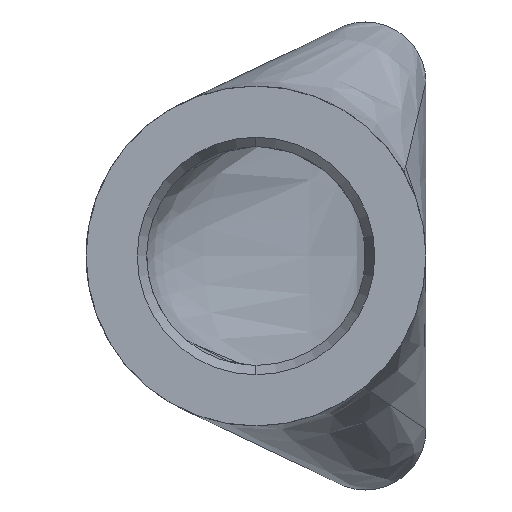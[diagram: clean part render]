
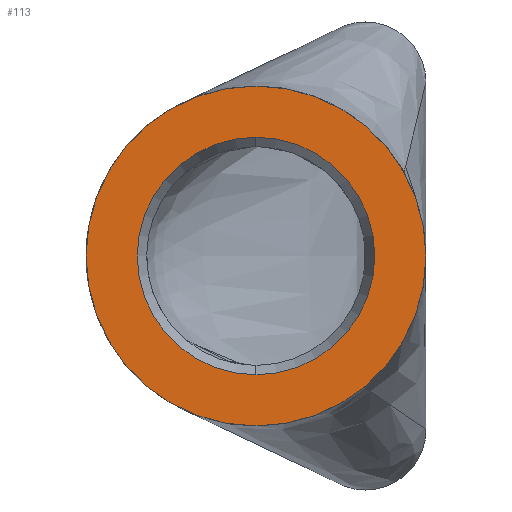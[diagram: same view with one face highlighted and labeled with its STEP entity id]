
A CAD part, left-side view. The second image highlights one B-rep face of the part: STEP entity #113.
In plain terms, the highlighted planar face has unit normal (-1, 0, 0).
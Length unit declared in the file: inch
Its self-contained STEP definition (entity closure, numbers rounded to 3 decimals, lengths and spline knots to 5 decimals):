
#7 = CARTESIAN_POINT ( 'NONE',  ( 0., 0.505, 0.505 ) ) ;
#74 = EDGE_CURVE ( 'NONE', #186, #891, #194, .T. ) ;
#92 = DIRECTION ( 'NONE',  ( 0., 0., 1. ) ) ;
#98 = CARTESIAN_POINT ( 'NONE',  ( 0., 0., 0. ) ) ;
#113 = ADVANCED_FACE ( 'NONE', ( #564, #267 ), #629, .T. ) ;
#123 = DIRECTION ( 'NONE',  ( 0., 0., 1. ) ) ;
#138 = AXIS2_PLACEMENT_3D ( 'NONE', #996, #802, #448 ) ;
#156 = EDGE_CURVE ( 'NONE', #1093, #1161, #290, .T. ) ;
#186 = VERTEX_POINT ( 'NONE', #7 ) ;
#194 = CIRCLE ( 'NONE', #238, 0.505 ) ;
#211 = CARTESIAN_POINT ( 'NONE',  ( 0., 0.505, 0. ) ) ;
#238 = AXIS2_PLACEMENT_3D ( 'NONE', #972, #331, #305 ) ;
#257 = EDGE_LOOP ( 'NONE', ( #349, #371 ) ) ;
#267 = FACE_OUTER_BOUND ( 'NONE', #257, .T. ) ;
#290 = CIRCLE ( 'NONE', #138, 0.35298 ) ;
#305 = DIRECTION ( 'NONE',  ( 0., 0., 1. ) ) ;
#316 = EDGE_CURVE ( 'NONE', #1161, #1093, #835, .T. ) ;
#331 = DIRECTION ( 'NONE',  ( -1., 0., 0. ) ) ;
#345 = CIRCLE ( 'NONE', #1099, 0.505 ) ;
#349 = ORIENTED_EDGE ( 'NONE', *, *, #74, .T. ) ;
#371 = ORIENTED_EDGE ( 'NONE', *, *, #451, .T. ) ;
#448 = DIRECTION ( 'NONE',  ( 0., 0., 1. ) ) ;
#451 = EDGE_CURVE ( 'NONE', #891, #186, #345, .T. ) ;
#480 = CARTESIAN_POINT ( 'NONE',  ( 0., 0.505, -0.35298 ) ) ;
#483 = EDGE_LOOP ( 'NONE', ( #887, #784 ) ) ;
#564 = FACE_BOUND ( 'NONE', #483, .T. ) ;
#623 = DIRECTION ( 'NONE',  ( -1., 0., 0. ) ) ;
#629 = PLANE ( 'NONE',  #1156 ) ;
#668 = DIRECTION ( 'NONE',  ( 1., 0., 0. ) ) ;
#714 = CARTESIAN_POINT ( 'NONE',  ( 0., 0.505, 0.35298 ) ) ;
#784 = ORIENTED_EDGE ( 'NONE', *, *, #156, .T. ) ;
#802 = DIRECTION ( 'NONE',  ( 1., 0., 0. ) ) ;
#835 = CIRCLE ( 'NONE', #1092, 0.35298 ) ;
#887 = ORIENTED_EDGE ( 'NONE', *, *, #316, .T. ) ;
#891 = VERTEX_POINT ( 'NONE', #1043 ) ;
#972 = CARTESIAN_POINT ( 'NONE',  ( 0., 0.505, 0. ) ) ;
#975 = DIRECTION ( 'NONE',  ( -1., 0., 0. ) ) ;
#984 = DIRECTION ( 'NONE',  ( 0., 0., 1. ) ) ;
#996 = CARTESIAN_POINT ( 'NONE',  ( 0., 0.505, 0. ) ) ;
#1043 = CARTESIAN_POINT ( 'NONE',  ( 0., 0.505, -0.505 ) ) ;
#1058 = CARTESIAN_POINT ( 'NONE',  ( 0., 0.505, 0. ) ) ;
#1092 = AXIS2_PLACEMENT_3D ( 'NONE', #211, #668, #123 ) ;
#1093 = VERTEX_POINT ( 'NONE', #480 ) ;
#1099 = AXIS2_PLACEMENT_3D ( 'NONE', #1058, #975, #92 ) ;
#1156 = AXIS2_PLACEMENT_3D ( 'NONE', #98, #623, #984 ) ;
#1161 = VERTEX_POINT ( 'NONE', #714 ) ;
